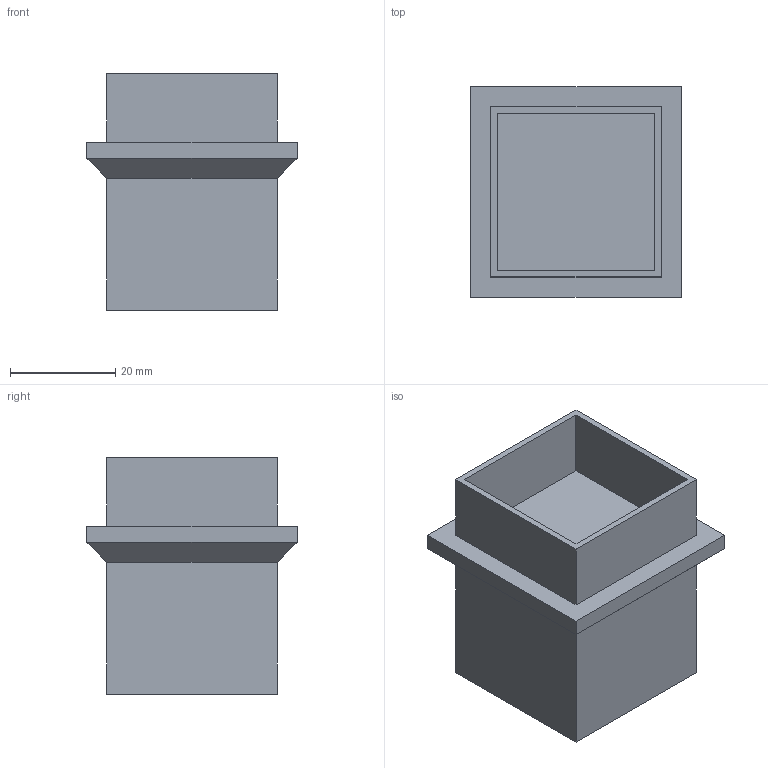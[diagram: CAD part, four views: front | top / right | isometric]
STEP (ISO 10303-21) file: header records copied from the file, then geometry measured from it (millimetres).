
FILE_DESCRIPTION(/* description */ (''),/* implementation_level */ '2;1');
FILE_NAME(/* name */ 'TapeVerbindungGewicht.stp',/* time_stamp */ '2024-03-30T16:00:13+01:00',/* author */ (''),/* organization */ (''),/* preprocessor_version */ 'ST-DEVELOPER v19.4',/* originating_system */ 'SIEMENS PLM Software NX2212.8901',/* authorisation */ '');
FILE_SCHEMA (('AUTOMOTIVE_DESIGN { 1 0 10303 214 3 1 1 1 }'));
Length unit declared in the file: millimetre
Products named in the file (1): TapeVerbindungGewicht
Bounding box: 40 x 40 x 45 mm (x, y, z)
Volume: 17133.8 mm3; surface area: 13137.6 mm2
Topology: 1 solids, 1 shells, 31 faces, 70 edges, 44 vertices
Faces by surface type: plane 31
Entity records: 864 total; most frequent: CARTESIAN_POINT 146, ORIENTED_EDGE 140, DIRECTION 134, EDGE_CURVE 70, LINE 70, VECTOR 70, VERTEX_POINT 44, EDGE_LOOP 34
